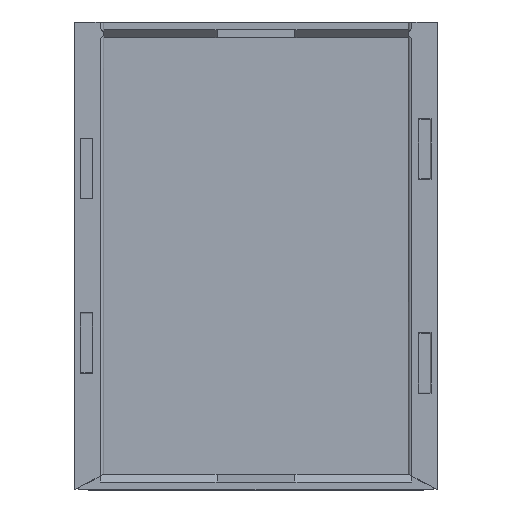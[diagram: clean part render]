
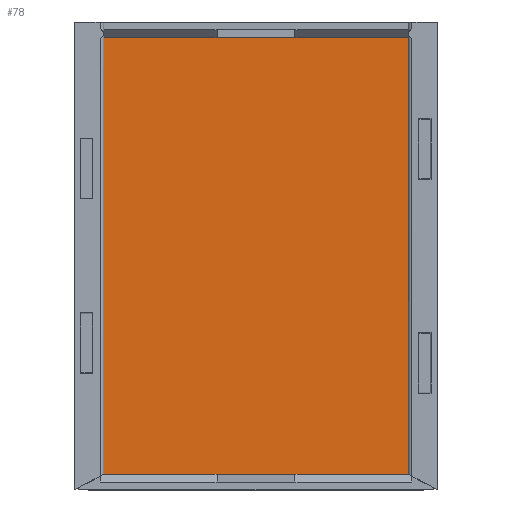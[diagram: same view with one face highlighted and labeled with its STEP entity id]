
A CAD part, top view. The second image highlights one B-rep face of the part: STEP entity #78.
In plain terms, the highlighted planar face has unit normal (0, 0, 1).
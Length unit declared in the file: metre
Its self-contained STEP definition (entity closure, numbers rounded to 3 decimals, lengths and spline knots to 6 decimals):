
#78 = ADVANCED_FACE( '', ( #201 ), #202, .T. );
#201 = FACE_OUTER_BOUND( '', #383, .T. );
#202 = PLANE( '', #384 );
#383 = EDGE_LOOP( '', ( #776, #777, #778, #779 ) );
#384 = AXIS2_PLACEMENT_3D( '', #780, #781, #782 );
#776 = ORIENTED_EDGE( '', *, *, #1364, .F. );
#777 = ORIENTED_EDGE( '', *, *, #1331, .F. );
#778 = ORIENTED_EDGE( '', *, *, #1365, .T. );
#779 = ORIENTED_EDGE( '', *, *, #1366, .T. );
#780 = CARTESIAN_POINT( '', ( 0., -0.06, 0.001 ) );
#781 = DIRECTION( '', ( 0., 0., 1. ) );
#782 = DIRECTION( '', ( 1., 0., 0. ) );
#1331 = EDGE_CURVE( '', #1648, #1650, #1651, .T. );
#1364 = EDGE_CURVE( '', #1650, #1707, #1708, .T. );
#1365 = EDGE_CURVE( '', #1648, #1709, #1710, .T. );
#1366 = EDGE_CURVE( '', #1709, #1707, #1711, .T. );
#1648 = VERTEX_POINT( '', #2151 );
#1650 = VERTEX_POINT( '', #2154 );
#1651 = LINE( '', #2155, #2156 );
#1707 = VERTEX_POINT( '', #2241 );
#1708 = LINE( '', #2242, #2243 );
#1709 = VERTEX_POINT( '', #2244 );
#1710 = LINE( '', #2245, #2246 );
#1711 = LINE( '', #2247, #2248 );
#2151 = CARTESIAN_POINT( '', ( -0.04, -0.116, 0.001 ) );
#2154 = CARTESIAN_POINT( '', ( -0.04, -0.004, 0.001 ) );
#2155 = CARTESIAN_POINT( '', ( -0.04, -0.12, 0.001 ) );
#2156 = VECTOR( '', #2565, 1. );
#2241 = CARTESIAN_POINT( '', ( 0.04, -0.004, 0.001 ) );
#2242 = CARTESIAN_POINT( '', ( 0.001014, -0.004, 0.001 ) );
#2243 = VECTOR( '', #2604, 1. );
#2244 = CARTESIAN_POINT( '', ( 0.04, -0.116, 0.001 ) );
#2245 = CARTESIAN_POINT( '', ( 0.001014, -0.116, 0.001 ) );
#2246 = VECTOR( '', #2605, 1. );
#2247 = CARTESIAN_POINT( '', ( 0.04, -0.12, 0.001 ) );
#2248 = VECTOR( '', #2606, 1. );
#2565 = DIRECTION( '', ( 0., 1., 0. ) );
#2604 = DIRECTION( '', ( 1., 0., 0. ) );
#2605 = DIRECTION( '', ( 1., 0., 0. ) );
#2606 = DIRECTION( '', ( 0., 1., 0. ) );
